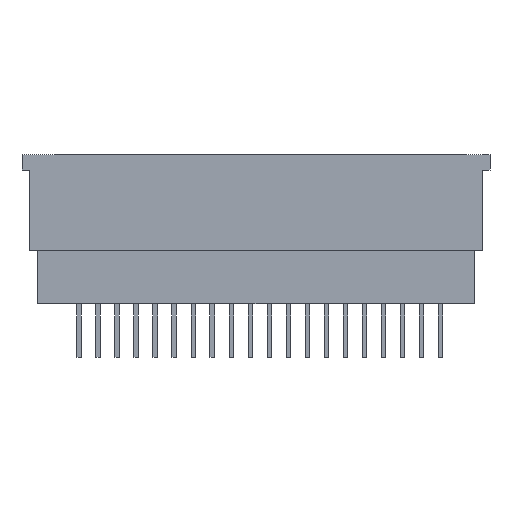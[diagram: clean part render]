
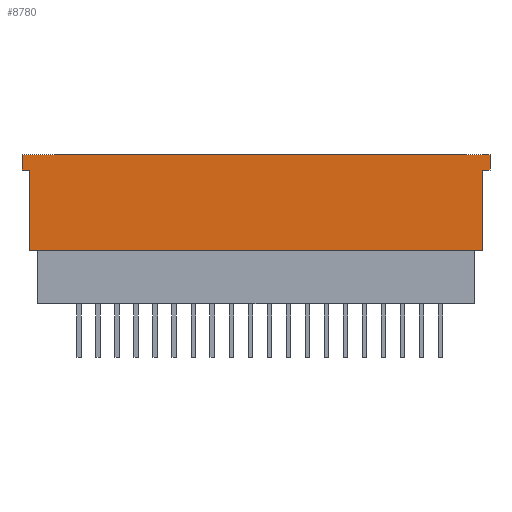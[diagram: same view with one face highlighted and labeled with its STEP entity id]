
A CAD part, front view. The second image highlights one B-rep face of the part: STEP entity #8780.
In plain terms, the highlighted planar face has unit normal (0, -1, 0).
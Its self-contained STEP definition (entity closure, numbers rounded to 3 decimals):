
#165=DIRECTION('',(-1.,0.,0.));
#166=VECTOR('',#165,29.75);
#167=CARTESIAN_POINT('',(14.875,-1.2,0.4));
#168=LINE('',#167,#166);
#1093=DIRECTION('',(0.,0.,-1.));
#1094=VECTOR('',#1093,1.);
#1095=CARTESIAN_POINT('',(15.375,-1.2,6.7));
#1096=LINE('',#1095,#1094);
#1105=DIRECTION('',(1.,0.,0.));
#1106=VECTOR('',#1105,0.5);
#1107=CARTESIAN_POINT('',(-15.375,-1.2,5.7));
#1108=LINE('',#1107,#1106);
#1149=DIRECTION('',(1.,0.,0.));
#1150=VECTOR('',#1149,0.5);
#1151=CARTESIAN_POINT('',(14.875,-1.2,5.7));
#1152=LINE('',#1151,#1150);
#1153=DIRECTION('',(0.,0.,-1.));
#1154=VECTOR('',#1153,5.3);
#1155=CARTESIAN_POINT('',(-14.875,-1.2,5.7));
#1156=LINE('',#1155,#1154);
#1157=DIRECTION('',(0.,0.,-1.));
#1158=VECTOR('',#1157,5.3);
#1159=CARTESIAN_POINT('',(14.875,-1.2,5.7));
#1160=LINE('',#1159,#1158);
#1161=DIRECTION('',(1.,0.,0.));
#1162=VECTOR('',#1161,30.75);
#1163=CARTESIAN_POINT('',(-15.375,-1.2,6.7));
#1164=LINE('',#1163,#1162);
#1181=DIRECTION('',(0.,0.,-1.));
#1182=VECTOR('',#1181,1.);
#1183=CARTESIAN_POINT('',(-15.375,-1.2,6.7));
#1184=LINE('',#1183,#1182);
#5797=CARTESIAN_POINT('',(-15.375,-1.2,5.7));
#5799=VERTEX_POINT('',#5797);
#5803=CARTESIAN_POINT('',(-15.375,-1.2,6.7));
#5804=VERTEX_POINT('',#5803);
#5809=CARTESIAN_POINT('',(15.375,-1.2,6.7));
#5810=CARTESIAN_POINT('',(15.375,-1.2,5.7));
#5811=VERTEX_POINT('',#5809);
#5812=VERTEX_POINT('',#5810);
#5814=CARTESIAN_POINT('',(14.875,-1.2,0.4));
#5816=VERTEX_POINT('',#5814);
#5817=CARTESIAN_POINT('',(-14.875,-1.2,0.4));
#5818=VERTEX_POINT('',#5817);
#5821=CARTESIAN_POINT('',(-14.875,-1.2,5.7));
#5823=VERTEX_POINT('',#5821);
#5825=CARTESIAN_POINT('',(14.875,-1.2,5.7));
#5826=VERTEX_POINT('',#5825);
#8763=CARTESIAN_POINT('',(-15.375,-1.2,6.7));
#8764=DIRECTION('',(0.,-1.,0.));
#8765=DIRECTION('',(0.,0.,-1.));
#8766=AXIS2_PLACEMENT_3D('',#8763,#8764,#8765);
#8767=PLANE('',#8766);
#8768=ORIENTED_EDGE('',*,*,#8744,.F.);
#8770=ORIENTED_EDGE('',*,*,#8769,.T.);
#8771=ORIENTED_EDGE('',*,*,#7667,.T.);
#8772=ORIENTED_EDGE('',*,*,#8756,.F.);
#8773=ORIENTED_EDGE('',*,*,#8691,.F.);
#8775=ORIENTED_EDGE('',*,*,#8774,.F.);
#8776=ORIENTED_EDGE('',*,*,#8574,.T.);
#8777=ORIENTED_EDGE('',*,*,#8661,.T.);
#8778=EDGE_LOOP('',(#8768,#8770,#8771,#8772,#8773,#8775,#8776,#8777));
#8779=FACE_OUTER_BOUND('',#8778,.F.);
#8780=ADVANCED_FACE('',(#8779),#8767,.T.);
#7667=EDGE_CURVE('',#5816,#5818,#168,.T.);
#8574=EDGE_CURVE('',#5804,#5811,#1164,.T.);
#8661=EDGE_CURVE('',#5811,#5812,#1096,.T.);
#8691=EDGE_CURVE('',#5799,#5823,#1108,.T.);
#8744=EDGE_CURVE('',#5826,#5812,#1152,.T.);
#8756=EDGE_CURVE('',#5823,#5818,#1156,.T.);
#8769=EDGE_CURVE('',#5826,#5816,#1160,.T.);
#8774=EDGE_CURVE('',#5804,#5799,#1184,.T.);
